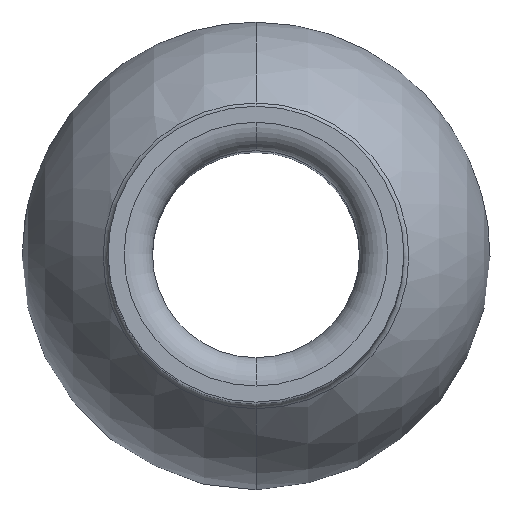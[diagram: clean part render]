
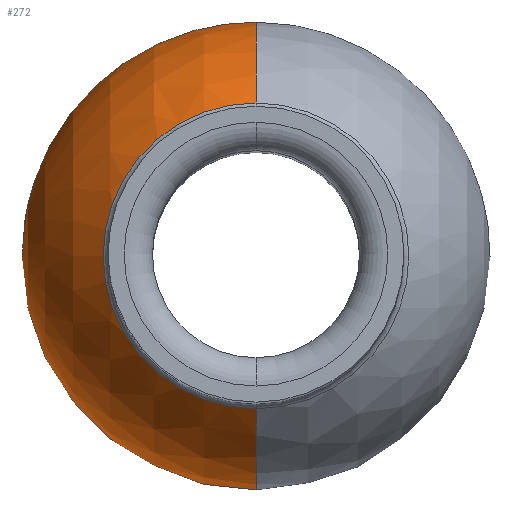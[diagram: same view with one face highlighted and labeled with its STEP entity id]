
A CAD part, top view. The second image highlights one B-rep face of the part: STEP entity #272.
In plain terms, the highlighted spherical face has radius 6.287 mm.
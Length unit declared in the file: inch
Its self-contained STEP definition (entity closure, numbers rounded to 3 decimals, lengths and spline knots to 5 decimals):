
#1 = VERTEX_POINT ( 'NONE', #83 ) ;
#3 = CARTESIAN_POINT ( 'NONE',  ( 0., 0.15242, -1.43 ) ) ;
#9 = CIRCLE ( 'NONE', #280, 0.2475 ) ;
#16 = DIRECTION ( 'NONE',  ( 0., 1., 0. ) ) ;
#64 = EDGE_LOOP ( 'NONE', ( #314, #317, #356, #311 ) ) ;
#67 = EDGE_CURVE ( 'NONE', #1, #107, #376, .T. ) ;
#71 = CARTESIAN_POINT ( 'NONE',  ( 0., 0., -1.235 ) ) ;
#73 = CARTESIAN_POINT ( 'NONE',  ( 0., 0., -1.235 ) ) ;
#83 = CARTESIAN_POINT ( 'NONE',  ( 0., 0.1617, -1.04763 ) ) ;
#85 = EDGE_CURVE ( 'NONE', #293, #1, #439, .T. ) ;
#107 = VERTEX_POINT ( 'NONE', #3 ) ;
#116 = CARTESIAN_POINT ( 'NONE',  ( 0., 0., -1.04763 ) ) ;
#142 = DIRECTION ( 'NONE',  ( 1., 0., 0. ) ) ;
#173 = CIRCLE ( 'NONE', #212, 0.15242 ) ;
#176 = CARTESIAN_POINT ( 'NONE',  ( 0., 0., -1.43 ) ) ;
#180 = CARTESIAN_POINT ( 'NONE',  ( 0., 0., -1.235 ) ) ;
#184 = CARTESIAN_POINT ( 'NONE',  ( 0., -0.1617, -1.04763 ) ) ;
#204 = EDGE_CURVE ( 'NONE', #293, #388, #9, .T. ) ;
#207 = AXIS2_PLACEMENT_3D ( 'NONE', #116, #222, #471 ) ;
#212 = AXIS2_PLACEMENT_3D ( 'NONE', #176, #385, #16 ) ;
#222 = DIRECTION ( 'NONE',  ( 0., 0., -1. ) ) ;
#252 = DIRECTION ( 'NONE',  ( 1., 0., 0. ) ) ;
#272 = ADVANCED_FACE ( 'NONE', ( #324 ), #473, .T. ) ;
#280 = AXIS2_PLACEMENT_3D ( 'NONE', #73, #252, #392 ) ;
#293 = VERTEX_POINT ( 'NONE', #184 ) ;
#311 = ORIENTED_EDGE ( 'NONE', *, *, #320, .F. ) ;
#314 = ORIENTED_EDGE ( 'NONE', *, *, #204, .F. ) ;
#317 = ORIENTED_EDGE ( 'NONE', *, *, #85, .T. ) ;
#320 = EDGE_CURVE ( 'NONE', #388, #107, #173, .T. ) ;
#322 = DIRECTION ( 'NONE',  ( 0., 0., 1. ) ) ;
#324 = FACE_OUTER_BOUND ( 'NONE', #64, .T. ) ;
#343 = CARTESIAN_POINT ( 'NONE',  ( 0., -0.15242, -1.43 ) ) ;
#356 = ORIENTED_EDGE ( 'NONE', *, *, #67, .T. ) ;
#376 = CIRCLE ( 'NONE', #394, 0.2475 ) ;
#385 = DIRECTION ( 'NONE',  ( 0., 0., -1. ) ) ;
#388 = VERTEX_POINT ( 'NONE', #343 ) ;
#392 = DIRECTION ( 'NONE',  ( 0., 1., 0. ) ) ;
#394 = AXIS2_PLACEMENT_3D ( 'NONE', #180, #475, #322 ) ;
#396 = DIRECTION ( 'NONE',  ( 0., 1., 0. ) ) ;
#426 = AXIS2_PLACEMENT_3D ( 'NONE', #71, #142, #396 ) ;
#439 = CIRCLE ( 'NONE', #207, 0.1617 ) ;
#471 = DIRECTION ( 'NONE',  ( 0., 1., 0. ) ) ;
#473 = SPHERICAL_SURFACE ( 'NONE', #426, 0.2475 ) ;
#475 = DIRECTION ( 'NONE',  ( -1., 0., 0. ) ) ;
